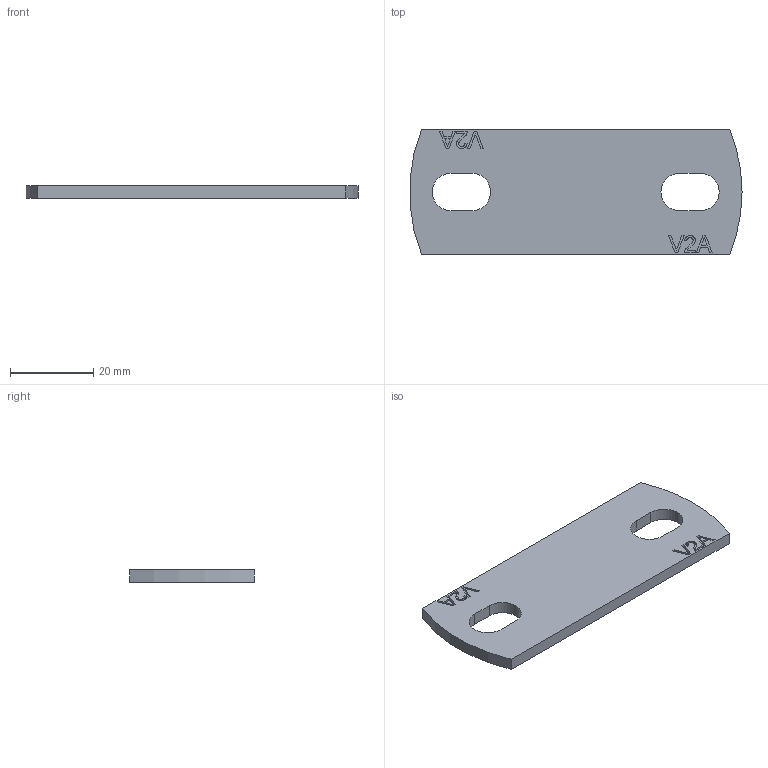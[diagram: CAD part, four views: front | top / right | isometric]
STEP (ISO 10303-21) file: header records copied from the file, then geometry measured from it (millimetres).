
FILE_DESCRIPTION (( 'STEP AP203' ), '1' );
FILE_NAME ('51.880.1.V2A.STEP', '2024-03-25T15:04:26', ( '' ), ( '' ), 'SwSTEP 2.0', 'SolidWorks 2023', '' );
FILE_SCHEMA (( 'CONFIG_CONTROL_DESIGN' ));
Length unit declared in the file: millimetre
Products named in the file (1): 51.880.1.V2A
Bounding box: 79.88 x 30 x 3 mm (x, y, z)
Volume: 6362 mm3; surface area: 5166.1 mm2
Topology: 1 solids, 1 shells, 95 faces, 255 edges, 170 vertices
Faces by surface type: plane 60, bspline 26, cylinder 9
Entity records: 4184 total; most frequent: CARTESIAN_POINT 1875, ORIENTED_EDGE 510, DIRECTION 361, EDGE_CURVE 255, VECTOR 185, LINE 185, VERTEX_POINT 170, EDGE_LOOP 107
